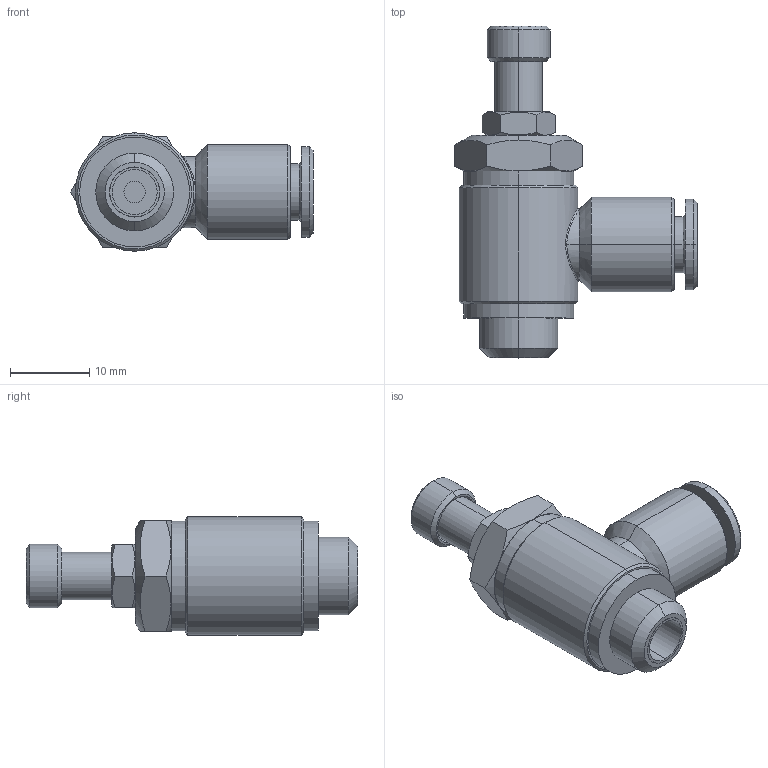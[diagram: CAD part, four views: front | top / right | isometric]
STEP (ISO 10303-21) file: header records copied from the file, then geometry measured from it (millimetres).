
FILE_DESCRIPTION (( 'STEP AP203' ), '1' );
FILE_NAME ('04270C31.STEP', '2010-05-07T08:38:35', ( '' ), ( 'sopra-pneumatic' ), 'SwSTEP 2.0', 'SolidWorks 2009', '' );
FILE_SCHEMA (( 'CONFIG_CONTROL_DESIGN' ));
Length unit declared in the file: millimetre
Products named in the file (1): 04270C31
Bounding box: 30.68 x 42 x 15 mm (x, y, z)
Volume: 5771.2 mm3; surface area: 3079 mm2
Topology: 1 solids, 1 shells, 93 faces, 200 edges, 123 vertices
Faces by surface type: cone 36, plane 28, cylinder 27, bspline 2
Entity records: 3626 total; most frequent: CARTESIAN_POINT 1542, DIRECTION 431, ORIENTED_EDGE 400, EDGE_CURVE 200, AXIS2_PLACEMENT_3D 182, VERTEX_POINT 123, EDGE_LOOP 107, FACE_OUTER_BOUND 93
